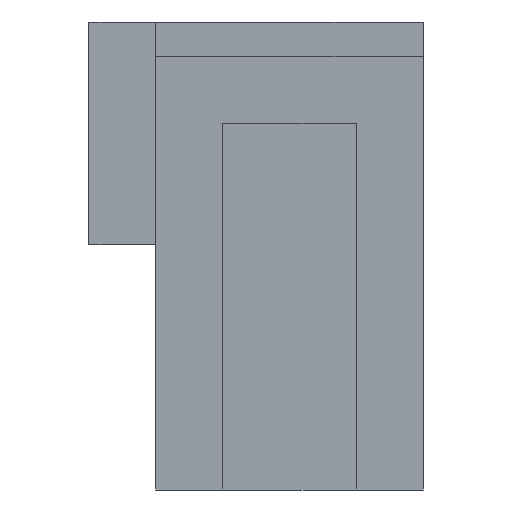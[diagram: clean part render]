
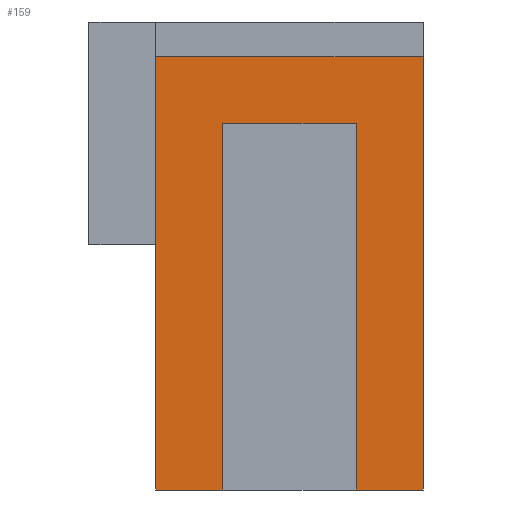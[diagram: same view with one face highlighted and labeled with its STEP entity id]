
A CAD part, left-side view. The second image highlights one B-rep face of the part: STEP entity #159.
In plain terms, the highlighted planar face has unit normal (-1, 0, 0).
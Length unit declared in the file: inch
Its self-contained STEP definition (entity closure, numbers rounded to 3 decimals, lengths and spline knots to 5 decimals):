
#159=ADVANCED_FACE('',(#461),#310,.T.);
#310=PLANE('',#2732);
#461=FACE_OUTER_BOUND('',#624,.T.);
#624=EDGE_LOOP('',(#941,#942,#943,#944,#945,#946,#947,#948));
#941=ORIENTED_EDGE('',*,*,#2005,.F.);
#942=ORIENTED_EDGE('',*,*,#2006,.F.);
#943=ORIENTED_EDGE('',*,*,#2007,.F.);
#944=ORIENTED_EDGE('',*,*,#1885,.T.);
#945=ORIENTED_EDGE('',*,*,#1861,.T.);
#946=ORIENTED_EDGE('',*,*,#1880,.T.);
#947=ORIENTED_EDGE('',*,*,#2008,.F.);
#948=ORIENTED_EDGE('',*,*,#2009,.F.);
#1599=VERTEX_POINT('',#3160);
#1600=VERTEX_POINT('',#3161);
#1615=VERTEX_POINT('',#3258);
#1618=VERTEX_POINT('',#3283);
#1714=VERTEX_POINT('',#3883);
#1715=VERTEX_POINT('',#3884);
#1716=VERTEX_POINT('',#3889);
#1717=VERTEX_POINT('',#3898);
#1861=EDGE_CURVE('',#1599,#1600,#2280,.T.);
#1880=EDGE_CURVE('',#1600,#1615,#2299,.T.);
#1885=EDGE_CURVE('',#1618,#1599,#2304,.T.);
#2005=EDGE_CURVE('',#1714,#1715,#2424,.T.);
#2006=EDGE_CURVE('',#1716,#1714,#2425,.T.);
#2007=EDGE_CURVE('',#1618,#1716,#2426,.T.);
#2008=EDGE_CURVE('',#1717,#1615,#2427,.T.);
#2009=EDGE_CURVE('',#1715,#1717,#2428,.T.);
#2280=B_SPLINE_CURVE_WITH_KNOTS('',3,(#3156,#3157,#3158,#3159),.UNSPECIFIED.,
.F.,.F.,(4,4),(0.,1.),.UNSPECIFIED.);
#2299=B_SPLINE_CURVE_WITH_KNOTS('',3,(#3254,#3255,#3256,#3257),.UNSPECIFIED.,
.F.,.F.,(4,4),(0.,1.),.UNSPECIFIED.);
#2304=B_SPLINE_CURVE_WITH_KNOTS('',3,(#3279,#3280,#3281,#3282),.UNSPECIFIED.,
.F.,.F.,(4,4),(0.,1.),.UNSPECIFIED.);
#2424=B_SPLINE_CURVE_WITH_KNOTS('',3,(#3879,#3880,#3881,#3882),.UNSPECIFIED.,
.F.,.F.,(4,4),(0.,1.),.UNSPECIFIED.);
#2425=B_SPLINE_CURVE_WITH_KNOTS('',3,(#3885,#3886,#3887,#3888),.UNSPECIFIED.,
.F.,.F.,(4,4),(0.,1.),.UNSPECIFIED.);
#2426=B_SPLINE_CURVE_WITH_KNOTS('',3,(#3890,#3891,#3892,#3893),.UNSPECIFIED.,
.F.,.F.,(4,4),(0.,1.),.UNSPECIFIED.);
#2427=B_SPLINE_CURVE_WITH_KNOTS('',3,(#3894,#3895,#3896,#3897),.UNSPECIFIED.,
.F.,.F.,(4,4),(0.,1.),.UNSPECIFIED.);
#2428=B_SPLINE_CURVE_WITH_KNOTS('',3,(#3899,#3900,#3901,#3902),.UNSPECIFIED.,
.F.,.F.,(4,4),(0.,1.),.UNSPECIFIED.);
#2732=AXIS2_PLACEMENT_3D('',#3903,#2917,#2918);
#2917=DIRECTION('',(-1.,0.,0.));
#2918=DIRECTION('',(0.,0.,1.));
#3156=CARTESIAN_POINT('',(-0.94,0.06,-0.091));
#3157=CARTESIAN_POINT('',(-0.94,0.02,-0.091));
#3158=CARTESIAN_POINT('',(-0.94,-0.02,-0.091));
#3159=CARTESIAN_POINT('',(-0.94,-0.06,-0.091));
#3160=CARTESIAN_POINT('',(-0.94,0.06,-0.091));
#3161=CARTESIAN_POINT('',(-0.94,-0.06,-0.091));
#3254=CARTESIAN_POINT('',(-0.94,-0.06,-0.091));
#3255=CARTESIAN_POINT('',(-0.94,-0.06,-0.20067));
#3256=CARTESIAN_POINT('',(-0.94,-0.06,-0.31033));
#3257=CARTESIAN_POINT('',(-0.94,-0.06,-0.42));
#3258=CARTESIAN_POINT('',(-0.94,-0.06,-0.42));
#3279=CARTESIAN_POINT('',(-0.94,0.06,-0.42));
#3280=CARTESIAN_POINT('',(-0.94,0.06,-0.31033));
#3281=CARTESIAN_POINT('',(-0.94,0.06,-0.20067));
#3282=CARTESIAN_POINT('',(-0.94,0.06,-0.091));
#3283=CARTESIAN_POINT('',(-0.94,0.06,-0.42));
#3879=CARTESIAN_POINT('',(-0.94,0.12,-0.031));
#3880=CARTESIAN_POINT('',(-0.94,0.04,-0.031));
#3881=CARTESIAN_POINT('',(-0.94,-0.04,-0.031));
#3882=CARTESIAN_POINT('',(-0.94,-0.12,-0.031));
#3883=CARTESIAN_POINT('',(-0.94,0.12,-0.031));
#3884=CARTESIAN_POINT('',(-0.94,-0.12,-0.031));
#3885=CARTESIAN_POINT('',(-0.94,0.12,-0.42));
#3886=CARTESIAN_POINT('',(-0.94,0.12,-0.29033));
#3887=CARTESIAN_POINT('',(-0.94,0.12,-0.16067));
#3888=CARTESIAN_POINT('',(-0.94,0.12,-0.031));
#3889=CARTESIAN_POINT('',(-0.94,0.12,-0.42));
#3890=CARTESIAN_POINT('',(-0.94,0.06,-0.42));
#3891=CARTESIAN_POINT('',(-0.94,0.08,-0.42));
#3892=CARTESIAN_POINT('',(-0.94,0.1,-0.42));
#3893=CARTESIAN_POINT('',(-0.94,0.12,-0.42));
#3894=CARTESIAN_POINT('',(-0.94,-0.12,-0.42));
#3895=CARTESIAN_POINT('',(-0.94,-0.1,-0.42));
#3896=CARTESIAN_POINT('',(-0.94,-0.08,-0.42));
#3897=CARTESIAN_POINT('',(-0.94,-0.06,-0.42));
#3898=CARTESIAN_POINT('',(-0.94,-0.12,-0.42));
#3899=CARTESIAN_POINT('',(-0.94,-0.12,-0.031));
#3900=CARTESIAN_POINT('',(-0.94,-0.12,-0.16067));
#3901=CARTESIAN_POINT('',(-0.94,-0.12,-0.29033));
#3902=CARTESIAN_POINT('',(-0.94,-0.12,-0.42));
#3903=CARTESIAN_POINT('',(-0.94,-0.24,-0.6145));
